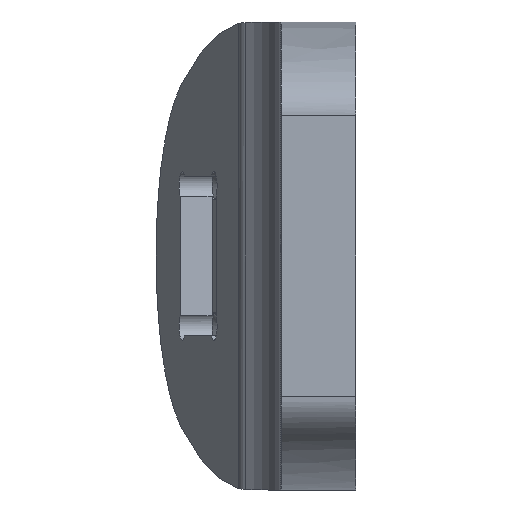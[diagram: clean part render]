
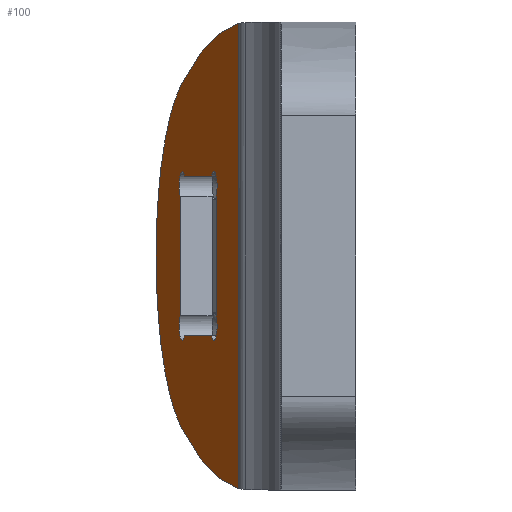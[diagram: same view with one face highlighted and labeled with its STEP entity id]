
A CAD part, left-side view. The second image highlights one B-rep face of the part: STEP entity #100.
In plain terms, the highlighted planar face has unit normal (-0.225, 0.974, 0).
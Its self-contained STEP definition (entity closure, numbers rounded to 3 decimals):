
#100 = ADVANCED_FACE( '', ( #178, #179 ), #180, .T. );
#178 = FACE_BOUND( '', #870, .T. );
#179 = FACE_OUTER_BOUND( '', #871, .T. );
#180 = PLANE( '', #872 );
#870 = EDGE_LOOP( '', ( #1103, #1104, #1105, #1106, #1107, #1108, #1109, #1110 ) );
#871 = EDGE_LOOP( '', ( #1111, #1112, #1113, #1114 ) );
#872 = AXIS2_PLACEMENT_3D( '', #1115, #1116, #1117 );
#1103 = ORIENTED_EDGE( '', *, *, #1263, .F. );
#1104 = ORIENTED_EDGE( '', *, *, #1319, .F. );
#1105 = ORIENTED_EDGE( '', *, *, #1309, .F. );
#1106 = ORIENTED_EDGE( '', *, *, #1317, .F. );
#1107 = ORIENTED_EDGE( '', *, *, #1313, .F. );
#1108 = ORIENTED_EDGE( '', *, *, #1323, .F. );
#1109 = ORIENTED_EDGE( '', *, *, #1277, .F. );
#1110 = ORIENTED_EDGE( '', *, *, #1322, .F. );
#1111 = ORIENTED_EDGE( '', *, *, #1289, .T. );
#1112 = ORIENTED_EDGE( '', *, *, #1273, .T. );
#1113 = ORIENTED_EDGE( '', *, *, #1300, .T. );
#1114 = ORIENTED_EDGE( '', *, *, #1326, .T. );
#1115 = CARTESIAN_POINT( '', ( -2.985, 12.929, 0. ) );
#1116 = DIRECTION( '', ( -0.225, 0.974, 0. ) );
#1117 = DIRECTION( '', ( 0., 0., 1. ) );
#1263 = EDGE_CURVE( '', #1375, #1377, #1378, .T. );
#1273 = EDGE_CURVE( '', #1387, #1391, #1393, .T. );
#1277 = EDGE_CURVE( '', #1399, #1401, #1402, .T. );
#1289 = EDGE_CURVE( '', #1419, #1387, #1420, .T. );
#1300 = EDGE_CURVE( '', #1391, #1438, #1439, .T. );
#1309 = EDGE_CURVE( '', #1451, #1453, #1454, .T. );
#1313 = EDGE_CURVE( '', #1458, #1459, #1460, .T. );
#1317 = EDGE_CURVE( '', #1459, #1451, #1466, .T. );
#1319 = EDGE_CURVE( '', #1453, #1375, #1468, .T. );
#1322 = EDGE_CURVE( '', #1377, #1399, #1471, .T. );
#1323 = EDGE_CURVE( '', #1401, #1458, #1472, .T. );
#1326 = EDGE_CURVE( '', #1438, #1419, #1476, .T. );
#1375 = VERTEX_POINT( '', #1731 );
#1377 = VERTEX_POINT( '', #1734 );
#1378 = CIRCLE( '', #1735, 1.5 );
#1387 = VERTEX_POINT( '', #1754 );
#1391 = VERTEX_POINT( '', #1764 );
#1393 = LINE( '', #1771, #1772 );
#1399 = VERTEX_POINT( '', #1778 );
#1401 = VERTEX_POINT( '', #1781 );
#1402 = CIRCLE( '', #1782, 1.5 );
#1419 = VERTEX_POINT( '', #1871 );
#1420 = CIRCLE( '', #1872, 79.767 );
#1438 = VERTEX_POINT( '', #2033 );
#1439 = CIRCLE( '', #2034, 79.767 );
#1451 = VERTEX_POINT( '', #2064 );
#1453 = VERTEX_POINT( '', #2067 );
#1454 = CIRCLE( '', #2068, 1.5 );
#1458 = VERTEX_POINT( '', #2073 );
#1459 = VERTEX_POINT( '', #2074 );
#1460 = CIRCLE( '', #2075, 1.5 );
#1466 = LINE( '', #2083, #2084 );
#1468 = LINE( '', #2087, #2088 );
#1471 = LINE( '', #2093, #2094 );
#1472 = LINE( '', #2095, #2096 );
#1476 = CIRCLE( '', #2101, 20. );
#1731 = CARTESIAN_POINT( '', ( 22.349, 18.778, -6.382 ) );
#1734 = CARTESIAN_POINT( '', ( 20.285, 18.302, -8.5 ) );
#1735 = AXIS2_PLACEMENT_3D( '', #2223, #2224, #2225 );
#1754 = CARTESIAN_POINT( '', ( -4.703, 12.533, -24.863 ) );
#1764 = CARTESIAN_POINT( '', ( -4.703, 12.533, 24.863 ) );
#1771 = CARTESIAN_POINT( '', ( -4.703, 12.533, 24.903 ) );
#1772 = VECTOR( '', #2237, 1000. );
#1778 = CARTESIAN_POINT( '', ( 7.848, 15.43, -8.5 ) );
#1781 = CARTESIAN_POINT( '', ( 5.784, 14.954, -6.382 ) );
#1782 = AXIS2_PLACEMENT_3D( '', #2245, #2246, #2247 );
#1871 = CARTESIAN_POINT( '', ( 21.869, 18.667, -18.327 ) );
#1872 = AXIS2_PLACEMENT_3D( '', #2256, #2257, #2258 );
#2033 = CARTESIAN_POINT( '', ( 21.869, 18.667, 18.327 ) );
#2034 = AXIS2_PLACEMENT_3D( '', #2268, #2269, #2270 );
#2064 = CARTESIAN_POINT( '', ( 20.285, 18.302, 8.5 ) );
#2067 = CARTESIAN_POINT( '', ( 22.349, 18.778, 6.382 ) );
#2068 = AXIS2_PLACEMENT_3D( '', #2286, #2287, #2288 );
#2073 = CARTESIAN_POINT( '', ( 5.784, 14.954, 6.382 ) );
#2074 = CARTESIAN_POINT( '', ( 7.848, 15.43, 8.5 ) );
#2075 = AXIS2_PLACEMENT_3D( '', #2293, #2294, #2295 );
#2083 = CARTESIAN_POINT( '', ( 22.349, 18.778, 8.5 ) );
#2084 = VECTOR( '', #2301, 1000. );
#2087 = CARTESIAN_POINT( '', ( 22.349, 18.778, 8.5 ) );
#2088 = VECTOR( '', #2303, 1000. );
#2093 = CARTESIAN_POINT( '', ( 22.349, 18.778, -8.5 ) );
#2094 = VECTOR( '', #2306, 1000. );
#2095 = CARTESIAN_POINT( '', ( 5.784, 14.954, 8.5 ) );
#2096 = VECTOR( '', #2307, 1000. );
#2101 = AXIS2_PLACEMENT_3D( '', #2312, #2313, #2314 );
#2223 = CARTESIAN_POINT( '', ( 21.374, 18.553, -7.5 ) );
#2224 = DIRECTION( '', ( -0.225, 0.974, 0. ) );
#2225 = DIRECTION( '', ( -0.974, -0.225, 0. ) );
#2237 = DIRECTION( '', ( 0., 0., 1. ) );
#2245 = CARTESIAN_POINT( '', ( 6.759, 15.179, -7.5 ) );
#2246 = DIRECTION( '', ( -0.225, 0.974, 0. ) );
#2247 = DIRECTION( '', ( -0.974, -0.225, 0. ) );
#2256 = CARTESIAN_POINT( '', ( -9.251, 11.483, 54.767 ) );
#2257 = DIRECTION( '', ( -0.225, 0.974, 0. ) );
#2258 = DIRECTION( '', ( -0.974, -0.225, 0. ) );
#2268 = CARTESIAN_POINT( '', ( -9.251, 11.483, -54.767 ) );
#2269 = DIRECTION( '', ( -0.225, 0.974, 0. ) );
#2270 = DIRECTION( '', ( -0.974, -0.225, 0. ) );
#2286 = CARTESIAN_POINT( '', ( 21.374, 18.553, 7.5 ) );
#2287 = DIRECTION( '', ( -0.225, 0.974, 0. ) );
#2288 = DIRECTION( '', ( -0.974, -0.225, 0. ) );
#2293 = CARTESIAN_POINT( '', ( 6.759, 15.179, 7.5 ) );
#2294 = DIRECTION( '', ( -0.225, 0.974, 0. ) );
#2295 = DIRECTION( '', ( -0.974, -0.225, 0. ) );
#2301 = DIRECTION( '', ( 0.974, 0.225, 0. ) );
#2303 = DIRECTION( '', ( 0., 0., -1. ) );
#2306 = DIRECTION( '', ( -0.974, -0.225, 0. ) );
#2307 = DIRECTION( '', ( 0., 0., 1. ) );
#2312 = CARTESIAN_POINT( '', ( 14.067, 16.866, 0. ) );
#2313 = DIRECTION( '', ( -0.225, 0.974, 0. ) );
#2314 = DIRECTION( '', ( -0.974, -0.225, 0. ) );
